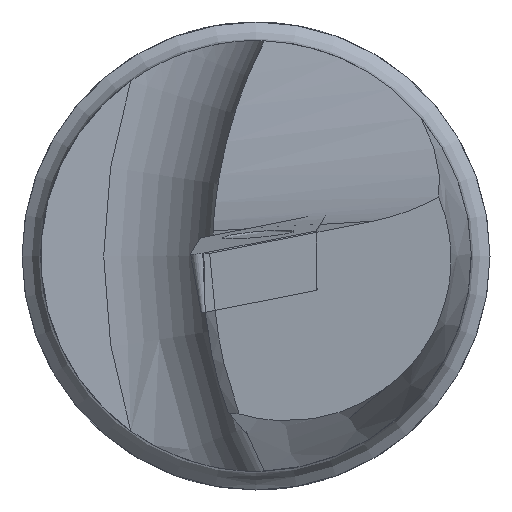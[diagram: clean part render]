
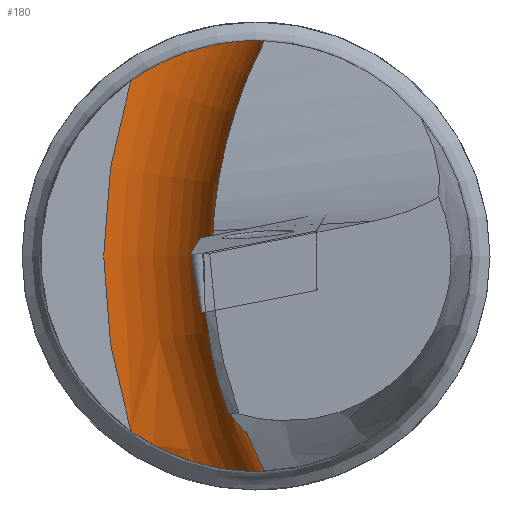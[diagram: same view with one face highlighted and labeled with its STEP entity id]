
A CAD part, left-side view. The second image highlights one B-rep face of the part: STEP entity #180.
In plain terms, the highlighted toroidal (fillet/blend) face has major radius 31 mm and minor radius 5.809 mm.
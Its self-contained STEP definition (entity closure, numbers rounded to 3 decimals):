
#29=B_SPLINE_CURVE_WITH_KNOTS('',3,(#747,#748,#749,#750,#751,#752),
 .UNSPECIFIED.,.F.,.F.,(4,2,4),(0.,0.5,1.),.UNSPECIFIED.);
#30=B_SPLINE_CURVE_WITH_KNOTS('',3,(#759,#760,#761,#762,#763,#764),
 .UNSPECIFIED.,.F.,.F.,(4,2,4),(0.,0.5,1.),.UNSPECIFIED.);
#67=TOROIDAL_SURFACE('',#536,31.,5.809);
#101=FACE_OUTER_BOUND('',#244,.T.);
#180=ADVANCED_FACE('',(#101),#67,.F.);
#244=EDGE_LOOP('',(#357,#358,#359,#360));
#357=ORIENTED_EDGE('',*,*,#468,.T.);
#358=ORIENTED_EDGE('',*,*,#448,.T.);
#359=ORIENTED_EDGE('',*,*,#471,.F.);
#360=ORIENTED_EDGE('',*,*,#444,.T.);
#393=VERTEX_POINT('',#745);
#394=VERTEX_POINT('',#746);
#395=VERTEX_POINT('',#753);
#397=VERTEX_POINT('',#758);
#444=EDGE_CURVE('',#395,#393,#29,.T.);
#448=EDGE_CURVE('',#394,#397,#30,.T.);
#468=EDGE_CURVE('',#393,#394,#488,.T.);
#471=EDGE_CURVE('',#395,#397,#489,.T.);
#488=CIRCLE('',#532,31.);
#489=CIRCLE('',#534,25.191);
#532=AXIS2_PLACEMENT_3D('',#861,#647,#648);
#534=AXIS2_PLACEMENT_3D('',#885,#651,#652);
#536=AXIS2_PLACEMENT_3D('',#887,#655,#656);
#647=DIRECTION('',(-1.,0.,0.));
#648=DIRECTION('',(0.,0.,-1.));
#651=DIRECTION('',(-1.,0.,0.));
#652=DIRECTION('',(0.,0.,-1.));
#655=DIRECTION('',(1.,0.,0.));
#656=DIRECTION('',(0.,0.,-1.));
#745=CARTESIAN_POINT('',(56.642,3.123,9.355));
#746=CARTESIAN_POINT('',(56.642,3.123,-9.355));
#747=CARTESIAN_POINT('',(50.833,-4.014,11.491));
#748=CARTESIAN_POINT('',(52.634,-4.014,11.491));
#749=CARTESIAN_POINT('',(54.335,-3.026,11.584));
#750=CARTESIAN_POINT('',(56.339,-0.084,11.062));
#751=CARTESIAN_POINT('',(56.642,1.663,10.399));
#752=CARTESIAN_POINT('',(56.642,3.123,9.355));
#753=CARTESIAN_POINT('',(50.833,-4.014,11.491));
#758=CARTESIAN_POINT('',(50.833,-4.014,-11.491));
#759=CARTESIAN_POINT('',(56.642,3.123,-9.355));
#760=CARTESIAN_POINT('',(56.642,1.662,-10.4));
#761=CARTESIAN_POINT('',(56.339,-0.081,-11.06));
#762=CARTESIAN_POINT('',(54.347,-3.013,-11.583));
#763=CARTESIAN_POINT('',(52.64,-4.014,-11.491));
#764=CARTESIAN_POINT('',(50.833,-4.014,-11.491));
#861=CARTESIAN_POINT('',(56.642,-26.432,0.));
#885=CARTESIAN_POINT('',(50.833,-26.432,0.));
#887=CARTESIAN_POINT('',(50.833,-26.432,0.));
